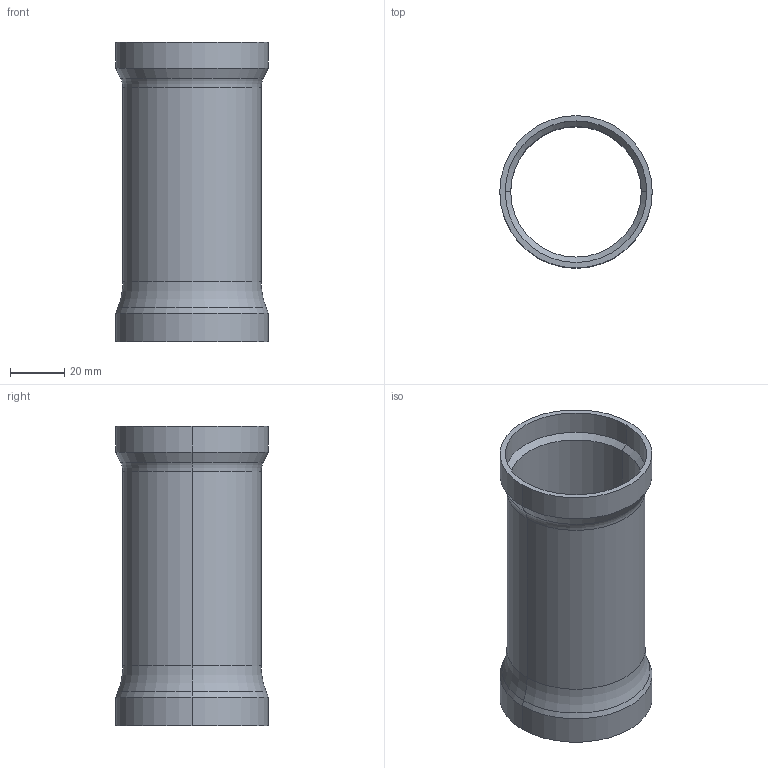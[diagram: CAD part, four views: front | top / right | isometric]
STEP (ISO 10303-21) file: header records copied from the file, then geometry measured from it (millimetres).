
FILE_DESCRIPTION (( 'STEP AP214' ), '1' );
FILE_NAME ('HT0705.STEP', '2025-05-29T15:33:29', ( '' ), ( '' ), 'SwSTEP 2.0', 'SolidWorks 2023', '' );
FILE_SCHEMA (( 'AUTOMOTIVE_DESIGN' ));
Length unit declared in the file: millimetre
Products named in the file (1): HT0705
Bounding box: 56 x 56 x 110 mm (x, y, z)
Volume: 29738.9 mm3; surface area: 35900.8 mm2
Topology: 1 solids, 1 shells, 26 faces, 52 edges, 28 vertices
Faces by surface type: cylinder 12, cone 8, torus 4, plane 2
Entity records: 695 total; most frequent: DIRECTION 138, CARTESIAN_POINT 107, ORIENTED_EDGE 104, AXIS2_PLACEMENT_3D 59, EDGE_CURVE 52, CIRCLE 32, EDGE_LOOP 28, VERTEX_POINT 28
